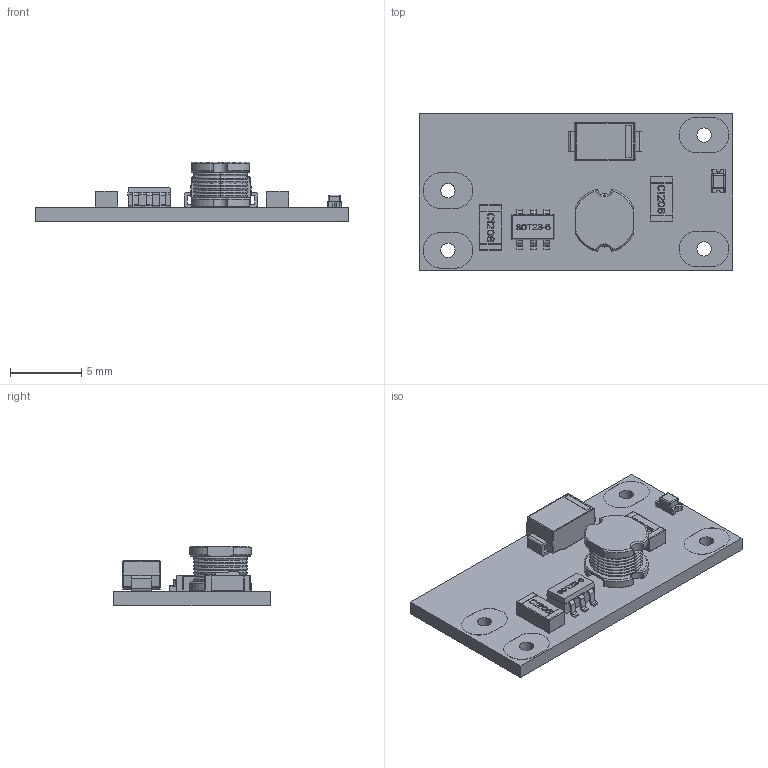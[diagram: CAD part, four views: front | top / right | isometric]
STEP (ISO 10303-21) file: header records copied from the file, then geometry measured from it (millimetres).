
FILE_DESCRIPTION (( 'STEP AP214' ), '1' );
FILE_NAME ('mini_dc_dc.STEP', '2023-08-23T07:35:27', ( '' ), ( '' ), 'SwSTEP 2.0', 'SolidWorks 2021', '' );
FILE_SCHEMA (( 'AUTOMOTIVE_DESIGN' ));
Length unit declared in the file: millimetre
Products named in the file (7): sot23-6_p0-95_l3-0_w1-75; CD43_inductor; csmd-1206_l3-2_w1-6_h1-15; SMD_0603LED_BLUE; SMA; mini_dc_dc; pl_�� 㬮�砭��
Assembly tree (7 placements, depth 2):
  mini_dc_dc
    pl_�� 㬮�砭��
    SMD_0603LED_BLUE
    csmd-1206_l3-2_w1-6_h1-15  x2
    sot23-6_p0-95_l3-0_w1-75
    CD43_inductor
    SMA
Bounding box: 22 x 11 x 4.21 mm (x, y, z)
Volume: 316.2 mm3; surface area: 847.5 mm2
Topology: 17 solids, 17 shells, 1273 faces, 3378 edges, 2132 vertices
Faces by surface type: plane 868, cylinder 190, bspline 132, sphere 28, torus 28, cone 27
Entity records: 35704 total; most frequent: CARTESIAN_POINT 9298, ORIENTED_EDGE 5074, DIRECTION 4613, EDGE_CURVE 2537, LINE 1977, VECTOR 1977, VERTEX_POINT 1618, AXIS2_PLACEMENT_3D 1318
